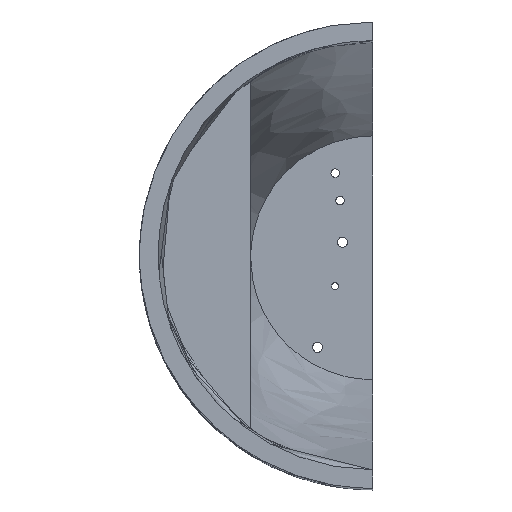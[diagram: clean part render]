
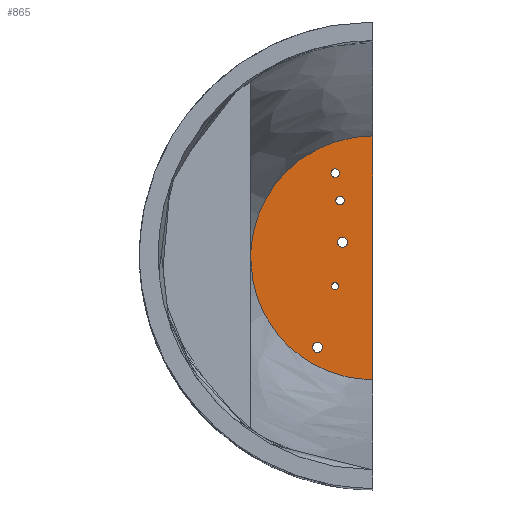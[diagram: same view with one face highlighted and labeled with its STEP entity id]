
A CAD part, top view. The second image highlights one B-rep face of the part: STEP entity #865.
In plain terms, the highlighted planar face has unit normal (0, 0, 1).
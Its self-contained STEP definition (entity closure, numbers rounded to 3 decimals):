
#15=CIRCLE('',#916,1.);
#18=ELLIPSE('',#907,0.85,0.85);
#20=ELLIPSE('',#909,0.85,0.85);
#22=ELLIPSE('',#911,1.,1.);
#24=ELLIPSE('',#913,0.711,0.711);
#46=FACE_BOUND('',#152,.T.);
#47=FACE_BOUND('',#153,.T.);
#48=FACE_BOUND('',#154,.T.);
#49=FACE_BOUND('',#155,.T.);
#50=FACE_BOUND('',#156,.T.);
#95=FACE_OUTER_BOUND('',#151,.T.);
#151=EDGE_LOOP('',(#788,#789,#790));
#152=EDGE_LOOP('',(#791));
#153=EDGE_LOOP('',(#792));
#154=EDGE_LOOP('',(#793));
#155=EDGE_LOOP('',(#794));
#156=EDGE_LOOP('',(#795));
#199=B_SPLINE_CURVE_WITH_KNOTS('',3,(#4640,#4641,#4642,#4643,#4644,#4645,
#4646,#4647,#4648,#4649,#4650,#4651,#4652,#4653,#4654,#4655,#4656,#4657,
#4658),.UNSPECIFIED.,.F.,.F.,(4,2,2,2,3,2,2,2,4),(68.379,68.589,
70.684,72.953,76.732,80.187,85.486,
89.346,90.192),.UNSPECIFIED.);
#200=B_SPLINE_CURVE_WITH_KNOTS('',3,(#4660,#4661,#4662,#4663,#4664,#4665,
#4666,#4667,#4668,#4669,#4670,#4671,#4672,#4673),.UNSPECIFIED.,.F.,.F.,
(4,2,2,2,2,2,4),(133.36,135.6,138.524,139.649,
140.824,142.331,145.111),.UNSPECIFIED.);
#271=LINE('',#9481,#334);
#334=VECTOR('',#1065,10.);
#401=VERTEX_POINT('',#1901);
#403=VERTEX_POINT('',#1924);
#405=VERTEX_POINT('',#1947);
#407=VERTEX_POINT('',#1970);
#409=VERTEX_POINT('',#1976);
#412=VERTEX_POINT('',#4601);
#413=VERTEX_POINT('',#4639);
#414=VERTEX_POINT('',#4659);
#517=EDGE_CURVE('',#401,#401,#18,.T.);
#520=EDGE_CURVE('',#403,#403,#20,.T.);
#523=EDGE_CURVE('',#405,#405,#22,.T.);
#526=EDGE_CURVE('',#407,#407,#24,.T.);
#529=EDGE_CURVE('',#409,#409,#15,.T.);
#534=EDGE_CURVE('',#413,#412,#199,.T.);
#535=EDGE_CURVE('',#414,#413,#200,.T.);
#545=EDGE_CURVE('',#412,#414,#271,.T.);
#788=ORIENTED_EDGE('',*,*,#545,.T.);
#789=ORIENTED_EDGE('',*,*,#535,.T.);
#790=ORIENTED_EDGE('',*,*,#534,.T.);
#791=ORIENTED_EDGE('',*,*,#517,.T.);
#792=ORIENTED_EDGE('',*,*,#520,.T.);
#793=ORIENTED_EDGE('',*,*,#523,.T.);
#794=ORIENTED_EDGE('',*,*,#526,.T.);
#795=ORIENTED_EDGE('',*,*,#529,.T.);
#825=PLANE('',#920);
#865=ADVANCED_FACE('',(#95,#46,#47,#48,#49,#50),#825,.T.);
#907=AXIS2_PLACEMENT_3D('',#1902,#1033,#1034);
#909=AXIS2_PLACEMENT_3D('',#1925,#1038,#1039);
#911=AXIS2_PLACEMENT_3D('',#1948,#1043,#1044);
#913=AXIS2_PLACEMENT_3D('',#1971,#1048,#1049);
#916=AXIS2_PLACEMENT_3D('',#1977,#1055,#1056);
#920=AXIS2_PLACEMENT_3D('',#9482,#1066,#1067);
#1033=DIRECTION('center_axis',(0.,0.,-1.));
#1034=DIRECTION('ref_axis',(1.,0.,0.));
#1038=DIRECTION('center_axis',(0.,0.,-1.));
#1039=DIRECTION('ref_axis',(-1.,0.,0.));
#1043=DIRECTION('center_axis',(0.,0.,-1.));
#1044=DIRECTION('ref_axis',(1.,0.003,0.));
#1048=DIRECTION('center_axis',(0.,0.,-1.));
#1049=DIRECTION('ref_axis',(1.,0.,0.));
#1055=DIRECTION('center_axis',(0.,0.,-1.));
#1056=DIRECTION('ref_axis',(0.,-1.,0.));
#1065=DIRECTION('',(0.,1.,0.));
#1066=DIRECTION('center_axis',(0.,0.,1.));
#1067=DIRECTION('ref_axis',(1.,0.,0.));
#1901=CARTESIAN_POINT('',(-174.222,8.687,47.998));
#1902=CARTESIAN_POINT('Origin',(-173.372,8.687,47.998));
#1924=CARTESIAN_POINT('',(-171.569,3.191,47.998));
#1925=CARTESIAN_POINT('Origin',(-172.419,3.191,47.998));
#1947=CARTESIAN_POINT('',(-177.898,-26.104,47.998));
#1948=CARTESIAN_POINT('Origin',(-176.898,-26.102,47.998));
#1970=CARTESIAN_POINT('',(-174.104,-13.861,47.998));
#1971=CARTESIAN_POINT('Origin',(-173.393,-13.861,47.998));
#1976=CARTESIAN_POINT('',(-171.916,-4.122,47.998));
#1977=CARTESIAN_POINT('Origin',(-171.916,-5.122,47.998));
#4601=CARTESIAN_POINT('',(-165.906,-32.543,47.998));
#4639=CARTESIAN_POINT('',(-190.246,-8.213,47.998));
#4640=CARTESIAN_POINT('Ctrl Pts',(-190.246,-8.213,47.998));
#4641=CARTESIAN_POINT('Ctrl Pts',(-190.246,-8.376,47.998));
#4642=CARTESIAN_POINT('Ctrl Pts',(-190.244,-8.532,47.998));
#4643=CARTESIAN_POINT('Ctrl Pts',(-190.206,-10.183,47.998));
#4644=CARTESIAN_POINT('Ctrl Pts',(-190.017,-11.759,47.998));
#4645=CARTESIAN_POINT('Ctrl Pts',(-189.44,-14.671,47.998));
#4646=CARTESIAN_POINT('Ctrl Pts',(-189.014,-16.096,47.998));
#4647=CARTESIAN_POINT('Ctrl Pts',(-187.467,-19.788,47.998));
#4648=CARTESIAN_POINT('Ctrl Pts',(-186.176,-21.713,47.998));
#4649=CARTESIAN_POINT('Ctrl Pts',(-185.431,-22.729,47.998));
#4650=CARTESIAN_POINT('Ctrl Pts',(-184.75,-23.658,47.998));
#4651=CARTESIAN_POINT('Ctrl Pts',(-183.957,-24.599,47.998));
#4652=CARTESIAN_POINT('Ctrl Pts',(-181.368,-27.118,47.998));
#4653=CARTESIAN_POINT('Ctrl Pts',(-179.33,-28.706,47.998));
#4654=CARTESIAN_POINT('Ctrl Pts',(-174.877,-30.923,47.998));
#4655=CARTESIAN_POINT('Ctrl Pts',(-172.045,-32.028,47.998));
#4656=CARTESIAN_POINT('Ctrl Pts',(-167.725,-32.488,47.998));
#4657=CARTESIAN_POINT('Ctrl Pts',(-166.85,-32.543,47.998));
#4658=CARTESIAN_POINT('Ctrl Pts',(-165.906,-32.543,47.998));
#4659=CARTESIAN_POINT('',(-165.906,16.123,47.998));
#4660=CARTESIAN_POINT('Ctrl Pts',(-165.906,16.123,47.998));
#4661=CARTESIAN_POINT('Ctrl Pts',(-166.865,16.122,47.998));
#4662=CARTESIAN_POINT('Ctrl Pts',(-168.207,16.055,47.998));
#4663=CARTESIAN_POINT('Ctrl Pts',(-172.263,15.367,47.998));
#4664=CARTESIAN_POINT('Ctrl Pts',(-175.415,14.565,47.998));
#4665=CARTESIAN_POINT('Ctrl Pts',(-180.27,11.49,47.998));
#4666=CARTESIAN_POINT('Ctrl Pts',(-181.513,10.521,47.998));
#4667=CARTESIAN_POINT('Ctrl Pts',(-183.821,8.337,47.998));
#4668=CARTESIAN_POINT('Ctrl Pts',(-184.837,7.147,47.998));
#4669=CARTESIAN_POINT('Ctrl Pts',(-186.904,4.217,47.998));
#4670=CARTESIAN_POINT('Ctrl Pts',(-187.876,2.422,47.998));
#4671=CARTESIAN_POINT('Ctrl Pts',(-189.931,-2.837,47.998));
#4672=CARTESIAN_POINT('Ctrl Pts',(-190.249,-6.056,47.998));
#4673=CARTESIAN_POINT('Ctrl Pts',(-190.246,-8.213,47.998));
#9481=CARTESIAN_POINT('',(-165.906,-17.98,47.998));
#9482=CARTESIAN_POINT('Origin',(-165.798,-8.099,47.998));
